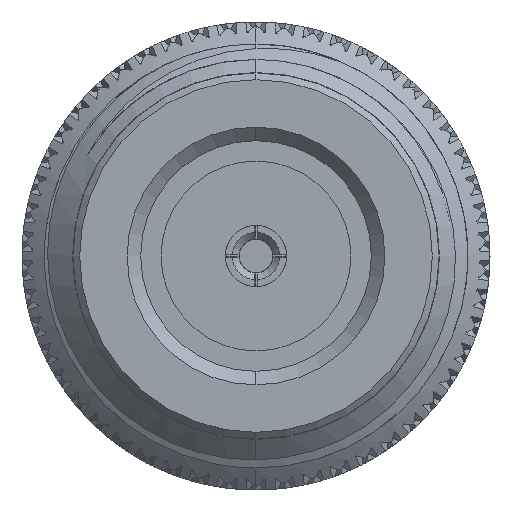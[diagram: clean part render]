
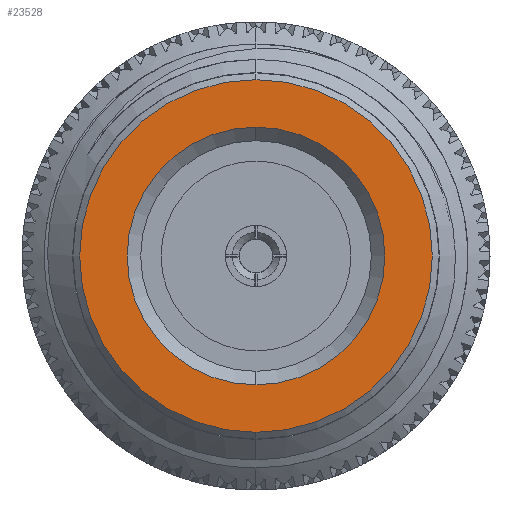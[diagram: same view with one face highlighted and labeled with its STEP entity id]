
A CAD part, left-side view. The second image highlights one B-rep face of the part: STEP entity #23528.
In plain terms, the highlighted planar face has unit normal (-1, 0, 0).
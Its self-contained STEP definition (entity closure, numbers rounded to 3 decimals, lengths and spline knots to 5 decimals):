
#2349 = CARTESIAN_POINT ( 'NONE',  ( 0., 0., 0. ) ) ;
#3345 = CARTESIAN_POINT ( 'NONE',  ( 0., 0., 0. ) ) ;
#3519 = EDGE_CURVE ( 'NONE', #6417, #27940, #8849, .T. ) ;
#6222 = CARTESIAN_POINT ( 'NONE',  ( 0., 0., 0.26 ) ) ;
#6417 = VERTEX_POINT ( 'NONE', #6222 ) ;
#7303 = FACE_BOUND ( 'NONE', #16726, .T. ) ;
#7731 = ORIENTED_EDGE ( 'NONE', *, *, #18156, .T. ) ;
#8251 = CIRCLE ( 'NONE', #30227, 0.19 ) ;
#8259 = DIRECTION ( 'NONE',  ( 1., 0., 0. ) ) ;
#8849 = CIRCLE ( 'NONE', #36160, 0.26 ) ;
#9945 = ORIENTED_EDGE ( 'NONE', *, *, #28754, .T. ) ;
#9973 = AXIS2_PLACEMENT_3D ( 'NONE', #2349, #63851, #52167 ) ;
#11581 = CIRCLE ( 'NONE', #56288, 0.19 ) ;
#12973 = DIRECTION ( 'NONE',  ( 0., 0., -1. ) ) ;
#16726 = EDGE_LOOP ( 'NONE', ( #7731, #9945 ) ) ;
#16969 = EDGE_LOOP ( 'NONE', ( #72827, #27137 ) ) ;
#18156 = EDGE_CURVE ( 'NONE', #65911, #73334, #11581, .T. ) ;
#18329 = CIRCLE ( 'NONE', #59903, 0.26 ) ;
#23528 = ADVANCED_FACE ( 'NONE', ( #7303, #45096 ), #64401, .T. ) ;
#23709 = DIRECTION ( 'NONE',  ( 1., 0., 0. ) ) ;
#25990 = CARTESIAN_POINT ( 'NONE',  ( 0., 0., 0. ) ) ;
#27137 = ORIENTED_EDGE ( 'NONE', *, *, #3519, .F. ) ;
#27940 = VERTEX_POINT ( 'NONE', #67792 ) ;
#28593 = CARTESIAN_POINT ( 'NONE',  ( 0., 0., 0. ) ) ;
#28754 = EDGE_CURVE ( 'NONE', #73334, #65911, #8251, .T. ) ;
#30227 = AXIS2_PLACEMENT_3D ( 'NONE', #28593, #23709, #48292 ) ;
#31292 = CARTESIAN_POINT ( 'NONE',  ( 0., 0., 0.19 ) ) ;
#36160 = AXIS2_PLACEMENT_3D ( 'NONE', #67994, #37612, #12973 ) ;
#37612 = DIRECTION ( 'NONE',  ( 1., 0., 0. ) ) ;
#45096 = FACE_OUTER_BOUND ( 'NONE', #16969, .T. ) ;
#48292 = DIRECTION ( 'NONE',  ( 0., 0., 1. ) ) ;
#50037 = DIRECTION ( 'NONE',  ( 1., 0., 0. ) ) ;
#51094 = DIRECTION ( 'NONE',  ( 0., 0., -1. ) ) ;
#52167 = DIRECTION ( 'NONE',  ( 0., 0., 1. ) ) ;
#55006 = EDGE_CURVE ( 'NONE', #27940, #6417, #18329, .T. ) ;
#56275 = CARTESIAN_POINT ( 'NONE',  ( 0., 0., -0.19 ) ) ;
#56288 = AXIS2_PLACEMENT_3D ( 'NONE', #3345, #8259, #58100 ) ;
#58100 = DIRECTION ( 'NONE',  ( 0., 0., 1. ) ) ;
#59903 = AXIS2_PLACEMENT_3D ( 'NONE', #25990, #50037, #51094 ) ;
#63851 = DIRECTION ( 'NONE',  ( -1., 0., 0. ) ) ;
#64401 = PLANE ( 'NONE',  #9973 ) ;
#65911 = VERTEX_POINT ( 'NONE', #31292 ) ;
#67792 = CARTESIAN_POINT ( 'NONE',  ( 0., 0., -0.26 ) ) ;
#67994 = CARTESIAN_POINT ( 'NONE',  ( 0., 0., 0. ) ) ;
#72827 = ORIENTED_EDGE ( 'NONE', *, *, #55006, .F. ) ;
#73334 = VERTEX_POINT ( 'NONE', #56275 ) ;
